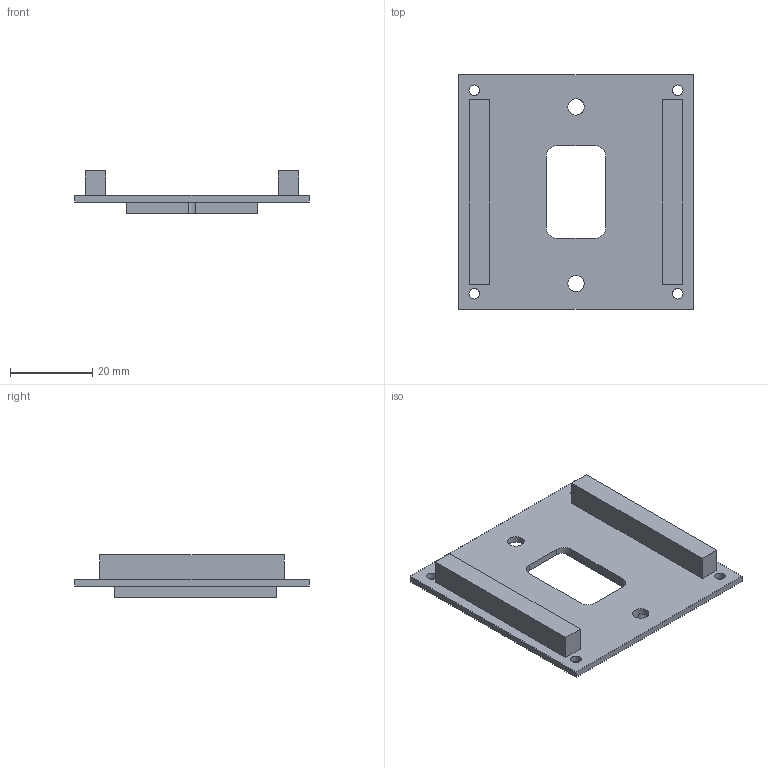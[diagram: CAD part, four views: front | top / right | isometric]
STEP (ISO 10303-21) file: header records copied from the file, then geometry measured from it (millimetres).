
FILE_DESCRIPTION( ( 'Unknown' ), '1' );
FILE_NAME( 'Beta_sensor_board_CMV12000.stp', 'Unknown', ( 'Manfred Gruber' ), ( 'Apertus' ), 'PSStep 17.0.49', 'Unknown', ' ' );
FILE_SCHEMA( ( 'AUTOMOTIVE_DESIGN { 1 0 10303 214 1 1 1 1 }' ) );
Length unit declared in the file: millimetre
Products named in the file (1): 1
Bounding box: 57.15 x 57.15 x 10.3 mm (x, y, z)
Volume: 8951.2 mm3; surface area: 8253.9 mm2
Topology: 1 solids, 1 shells, 46 faces, 121 edges, 81 vertices
Faces by surface type: plane 34, cylinder 12
Full cylindrical faces by diameter (mm): 0.8 x1, 2.6 x4, 3 x1, 4 x2
Entity records: 1764 total; most frequent: CARTESIAN_POINT 235, DIRECTION 230, ORIENTED_EDGE 220, EDGE_CURVE 110, LINE 84, VECTOR 84, VERTEX_POINT 78, AXIS2_PLACEMENT_3D 73
